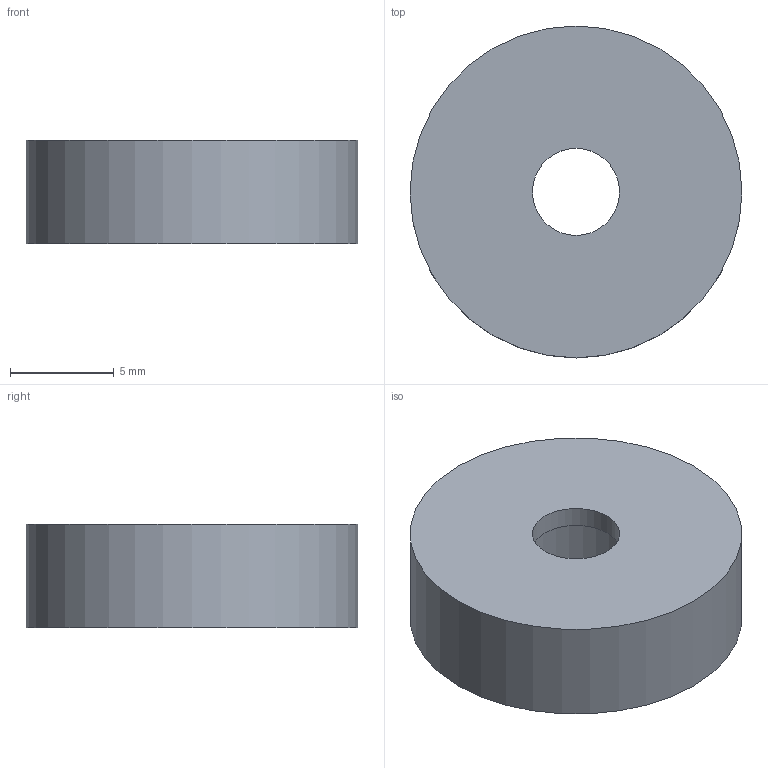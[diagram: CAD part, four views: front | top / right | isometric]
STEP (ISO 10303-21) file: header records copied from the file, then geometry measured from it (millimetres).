
FILE_DESCRIPTION(/* description */ (''),/* implementation_level */ '2;1');
FILE_NAME(/* name */ 'cam87-circle bot-core.step',/* time_stamp */ '2023-11-26T01:12:07+01:00',/* author */ (''),/* organization */ (''),/* preprocessor_version */ 'ST-DEVELOPER v20',/* originating_system */ 'Autodesk Translation Framework v12.14.0.127',/* authorisation */ '');
FILE_SCHEMA (('AUTOMOTIVE_DESIGN { 1 0 10303 214 3 1 1 }'));
Length unit declared in the file: millimetre
Products named in the file (2): cam87-circle; Corps froid
Assembly tree (1 placements, depth 2):
  cam87-circle
    Corps froid
Bounding box: 16 x 16 x 5 mm (x, y, z)
Volume: 814.7 mm3; surface area: 733.2 mm2
Topology: 1 solids, 1 shells, 6 faces, 9 edges, 6 vertices
Faces by surface type: plane 3, cylinder 3
Full cylindrical faces by diameter (mm): 4.2 x1, 7.5 x1, 16 x1
Entity records: 210 total; most frequent: DIRECTION 33, CARTESIAN_POINT 24, ORIENTED_EDGE 18, AXIS2_PLACEMENT_3D 15, EDGE_LOOP 9, EDGE_CURVE 9, FACE_OUTER_BOUND 6, CIRCLE 6
